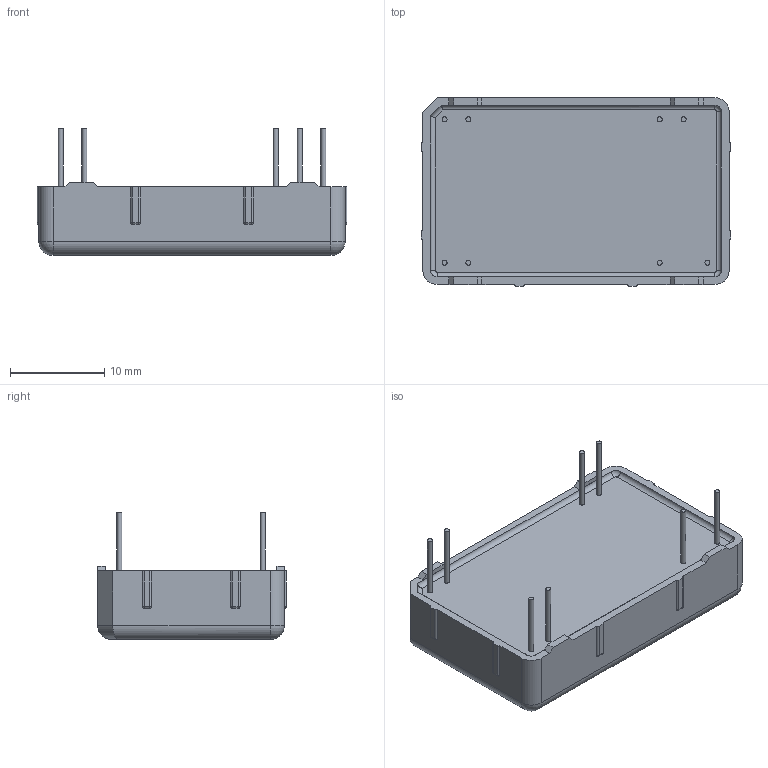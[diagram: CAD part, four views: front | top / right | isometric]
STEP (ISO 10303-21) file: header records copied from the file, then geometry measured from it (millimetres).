
FILE_DESCRIPTION(/* description */ ('Alibre Inc.'),/* implementation_level */ '2;1');
FILE_NAME(/* name */ 'export0',/* time_stamp */ '2011-08-09T17:58:49+02:00',/* author */ (''),/* organization */ (''),/* preprocessor_version */ 'ST-DEVELOPER v12',/* originating_system */ 'Alibre',/* authorisation */ '');
FILE_SCHEMA (('AUTOMOTIVE_DESIGN'));
Length unit declared in the file: centimetre
Bounding box: 32.94 x 20.05 x 13.51 mm (x, y, z)
Volume: 1076.2 mm3; surface area: 3824 mm2
Topology: 1 solids, 2 shells, 454 faces, 1224 edges, 800 vertices
Faces by surface type: plane 305, cylinder 76, bspline 55, sphere 15, torus 3
Full cylindrical faces by diameter (mm): 0.53 x16, 0.69 x1, 0.699 x1, 0.9 x5, 2 x1
Entity records: 13391 total; most frequent: CARTESIAN_POINT 2887, ORIENTED_EDGE 2338, DIRECTION 1666, EDGE_CURVE 1169, VECTOR 889, LINE 889, VERTEX_POINT 784, AXIS2_PLACEMENT_3D 538
